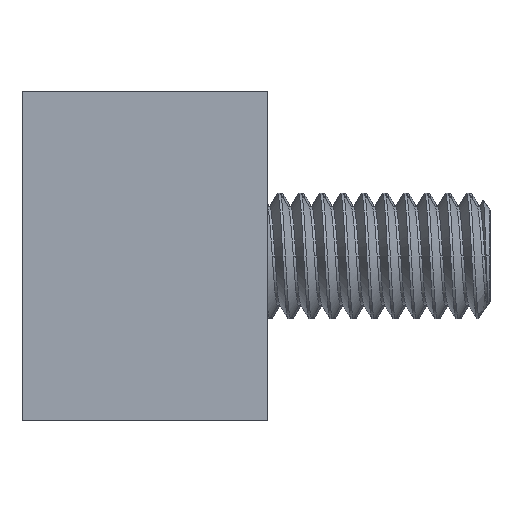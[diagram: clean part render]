
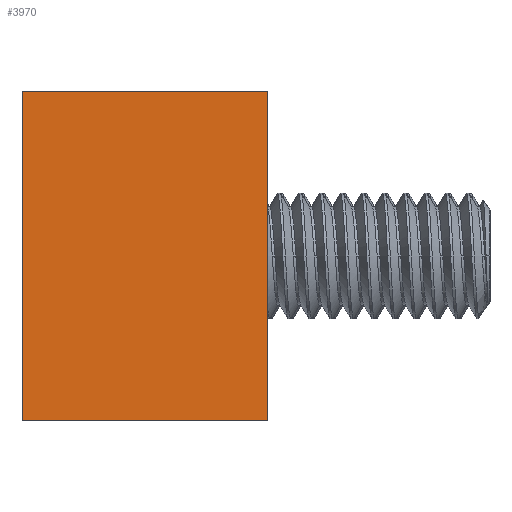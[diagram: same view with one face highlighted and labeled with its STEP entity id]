
A CAD part, left-side view. The second image highlights one B-rep face of the part: STEP entity #3970.
In plain terms, the highlighted planar face has unit normal (-1, 0, 0).
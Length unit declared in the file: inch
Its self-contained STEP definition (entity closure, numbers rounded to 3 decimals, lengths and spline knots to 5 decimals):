
#460 = CARTESIAN_POINT ( 'NONE',  ( 0., 0., 0. ) ) ;
#481 = LINE ( 'NONE', #3011, #2570 ) ;
#483 = ORIENTED_EDGE ( 'NONE', *, *, #1482, .T. ) ;
#558 = VERTEX_POINT ( 'NONE', #460 ) ;
#615 = CARTESIAN_POINT ( 'NONE',  ( 0., 0., 0. ) ) ;
#663 = LINE ( 'NONE', #3005, #3887 ) ;
#704 = AXIS2_PLACEMENT_3D ( 'NONE', #1583, #4969, #2453 ) ;
#896 = CARTESIAN_POINT ( 'NONE',  ( 0., 0.72992, 0. ) ) ;
#979 = VECTOR ( 'NONE', #2250, 39.37008 ) ;
#1145 = EDGE_CURVE ( 'NONE', #558, #3639, #481, .T. ) ;
#1245 = LINE ( 'NONE', #615, #3341 ) ;
#1482 = EDGE_CURVE ( 'NONE', #558, #2429, #1245, .T. ) ;
#1527 = EDGE_CURVE ( 'NONE', #3639, #3531, #2108, .T. ) ;
#1583 = CARTESIAN_POINT ( 'NONE',  ( 0., 0., 0. ) ) ;
#1609 = PLANE ( 'NONE',  #704 ) ;
#2108 = LINE ( 'NONE', #3495, #979 ) ;
#2250 = DIRECTION ( 'NONE',  ( 0., 1., 0. ) ) ;
#2429 = VERTEX_POINT ( 'NONE', #896 ) ;
#2453 = DIRECTION ( 'NONE',  ( 0., 0., 1. ) ) ;
#2487 = EDGE_CURVE ( 'NONE', #2429, #3531, #663, .T. ) ;
#2570 = VECTOR ( 'NONE', #5127, 39.37008 ) ;
#3005 = CARTESIAN_POINT ( 'NONE',  ( 0., 0.72992, 0. ) ) ;
#3011 = CARTESIAN_POINT ( 'NONE',  ( 0., 0., 0. ) ) ;
#3068 = CARTESIAN_POINT ( 'NONE',  ( 0., 0., -0.97992 ) ) ;
#3341 = VECTOR ( 'NONE', #3508, 39.37008 ) ;
#3422 = CARTESIAN_POINT ( 'NONE',  ( 0., 0.72992, -0.97992 ) ) ;
#3424 = DIRECTION ( 'NONE',  ( 0., 0., -1. ) ) ;
#3495 = CARTESIAN_POINT ( 'NONE',  ( 0., 0., -0.97992 ) ) ;
#3508 = DIRECTION ( 'NONE',  ( 0., 1., 0. ) ) ;
#3531 = VERTEX_POINT ( 'NONE', #3422 ) ;
#3639 = VERTEX_POINT ( 'NONE', #3068 ) ;
#3887 = VECTOR ( 'NONE', #3424, 39.37008 ) ;
#3970 = ADVANCED_FACE ( 'NONE', ( #5219 ), #1609, .T. ) ;
#4173 = ORIENTED_EDGE ( 'NONE', *, *, #1527, .F. ) ;
#4267 = EDGE_LOOP ( 'NONE', ( #483, #4858, #4173, #5201 ) ) ;
#4858 = ORIENTED_EDGE ( 'NONE', *, *, #2487, .T. ) ;
#4969 = DIRECTION ( 'NONE',  ( -1., 0., 0. ) ) ;
#5127 = DIRECTION ( 'NONE',  ( 0., 0., -1. ) ) ;
#5201 = ORIENTED_EDGE ( 'NONE', *, *, #1145, .F. ) ;
#5219 = FACE_OUTER_BOUND ( 'NONE', #4267, .T. ) ;
